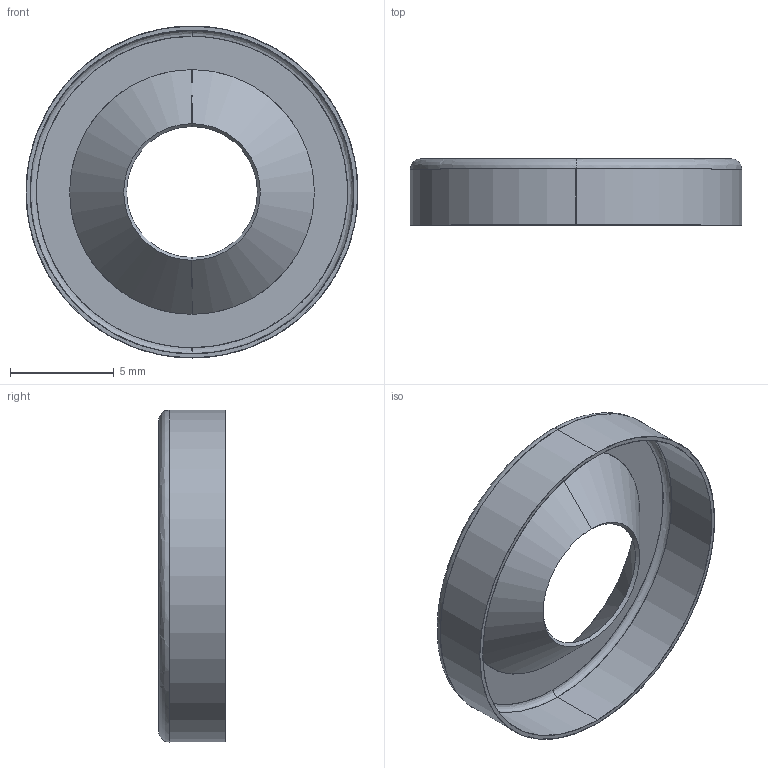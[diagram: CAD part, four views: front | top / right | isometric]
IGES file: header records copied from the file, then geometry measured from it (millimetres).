
Start section: SolidWorks IGES file using analytic representation for surfaces
Global section: file name: C-1029-M6.IGS,15; native system: HSolidWorks 2011; preprocessor: SolidWorks 2011; author: 1337yo; date: 120327.114559; units: millimetre
Bounding box: 16 x 3.2 x 16 mm (x, y, z)
Surface area: 693.3 mm2 (no closed solid volume)
Topology: 0 solids, 0 shells, 19 faces, 256 edges, 256 vertices
Faces by surface type: revolution 10, bspline 9
